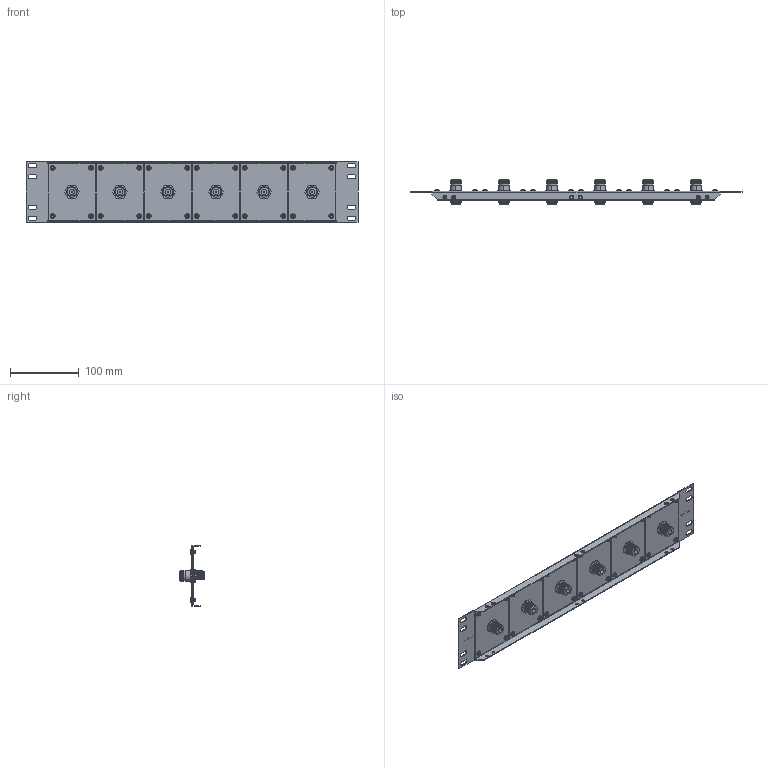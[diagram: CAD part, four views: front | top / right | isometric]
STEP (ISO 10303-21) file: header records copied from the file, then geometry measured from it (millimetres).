
FILE_DESCRIPTION (( 'STEP AP214' ), '1' );
FILE_NAME ('UPR35-1NB.STEP', '2017-05-26T18:51:53', ( 'L-Com' ), ( 'L-Com Global Connectivity' ), 'SwSTEP 2.0', 'SolidWorks 2014', '' );
FILE_SCHEMA (( 'AUTOMOTIVE_DESIGN' ));
Length unit declared in the file: inch
Products named in the file (9): Pan head phillips_6-32 x .250 PAN HEAD SCREW SS; Pan head phillips_6-32 x .250 PAN HEAD SCREW; USP1NB; USP1N-MA3_default; USP1N-MA2; USP1N-MA1; 1AR06-002; UPR35-6B-MA1; UPR35-1NB
Assembly tree (35 placements, depth 3):
  UPR35-1NB
    UPR35-6B-MA1
    USP1NB  x6
      1AR06-002
      USP1N-MA1
      USP1N-MA2
      USP1N-MA3_default
    Pan head phillips_6-32 x .250 PAN HEAD SCREW  x6
    Pan head phillips_6-32 x .250 PAN HEAD SCREW SS  x18
Bounding box: 482.6 x 37.08 x 88.39 mm (x, y, z)
Volume: 120587.9 mm3; surface area: 157029.7 mm2
Topology: 49 solids, 49 shells, 1988 faces, 4964 edges, 3188 vertices
Faces by surface type: plane 732, cylinder 572, cone 492, torus 144, bspline 48
Entity records: 22294 total; most frequent: CARTESIAN_POINT 3846, ORIENTED_EDGE 3024, DIRECTION 2992, EDGE_CURVE 1512, AXIS2_PLACEMENT_3D 1060, VERTEX_POINT 986, VECTOR 872, LINE 872
